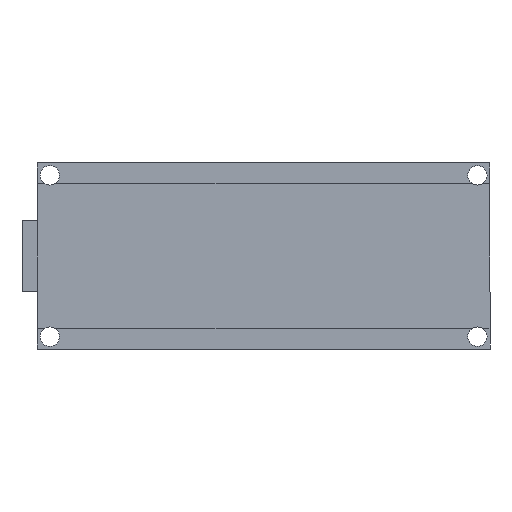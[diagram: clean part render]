
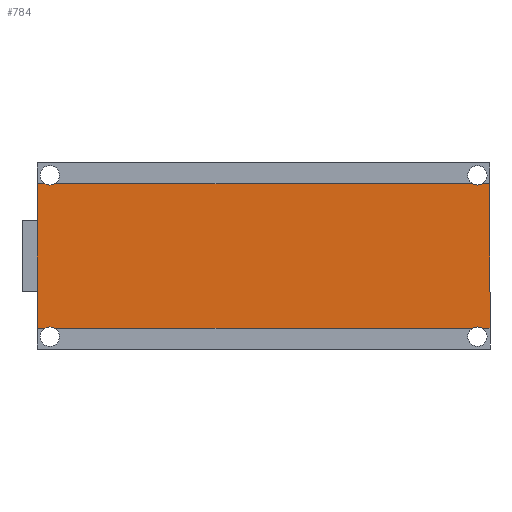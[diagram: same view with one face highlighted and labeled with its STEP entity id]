
A CAD part, front view. The second image highlights one B-rep face of the part: STEP entity #784.
In plain terms, the highlighted planar face has unit normal (0, -1, 0).
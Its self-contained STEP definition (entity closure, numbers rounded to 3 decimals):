
#9 = VECTOR ( 'NONE', #302, 1000. ) ;
#12 = CARTESIAN_POINT ( 'NONE',  ( 21.59, 0., 6.89 ) ) ;
#18 = DIRECTION ( 'NONE',  ( -1., 0., 0. ) ) ;
#31 = ORIENTED_EDGE ( 'NONE', *, *, #59, .T. ) ;
#37 = DIRECTION ( 'NONE',  ( 0., 0., 1. ) ) ;
#42 = CARTESIAN_POINT ( 'NONE',  ( -21.59, 0., -6.89 ) ) ;
#51 = DIRECTION ( 'NONE',  ( 0., 1., 0. ) ) ;
#59 = EDGE_CURVE ( 'NONE', #608, #986, #242, .T. ) ;
#78 = DIRECTION ( 'NONE',  ( 1., 0., 0. ) ) ;
#79 = VECTOR ( 'NONE', #884, 1000. ) ;
#85 = CARTESIAN_POINT ( 'NONE',  ( 0., 0., 0. ) ) ;
#87 = CARTESIAN_POINT ( 'NONE',  ( 19.926, 0., 6.89 ) ) ;
#92 = EDGE_CURVE ( 'NONE', #703, #561, #411, .T. ) ;
#104 = CARTESIAN_POINT ( 'NONE',  ( 20.39, 0., -7.69 ) ) ;
#105 = DIRECTION ( 'NONE',  ( 0., 1., 0. ) ) ;
#112 = DIRECTION ( 'NONE',  ( 0., 1., 0. ) ) ;
#126 = VERTEX_POINT ( 'NONE', #604 ) ;
#130 = ORIENTED_EDGE ( 'NONE', *, *, #256, .T. ) ;
#138 = VECTOR ( 'NONE', #18, 1000. ) ;
#154 = CARTESIAN_POINT ( 'NONE',  ( -21.59, 0., 6.89 ) ) ;
#161 = ORIENTED_EDGE ( 'NONE', *, *, #631, .T. ) ;
#175 = CARTESIAN_POINT ( 'NONE',  ( 20.39, 0., 7.69 ) ) ;
#183 = EDGE_CURVE ( 'NONE', #678, #438, #932, .T. ) ;
#203 = VERTEX_POINT ( 'NONE', #453 ) ;
#207 = CARTESIAN_POINT ( 'NONE',  ( -20.39, 0., 7.69 ) ) ;
#214 = CIRCLE ( 'NONE', #835, 0.925 ) ;
#233 = DIRECTION ( 'NONE',  ( 0., 0., -1. ) ) ;
#237 = DIRECTION ( 'NONE',  ( 0., 0., 1. ) ) ;
#240 = ORIENTED_EDGE ( 'NONE', *, *, #92, .F. ) ;
#242 = CIRCLE ( 'NONE', #287, 0.925 ) ;
#256 = EDGE_CURVE ( 'NONE', #266, #561, #474, .T. ) ;
#258 = CARTESIAN_POINT ( 'NONE',  ( -21.59, 0., 6.89 ) ) ;
#266 = VERTEX_POINT ( 'NONE', #360 ) ;
#287 = AXIS2_PLACEMENT_3D ( 'NONE', #759, #657, #37 ) ;
#288 = AXIS2_PLACEMENT_3D ( 'NONE', #85, #882, #696 ) ;
#290 = VECTOR ( 'NONE', #1020, 1000. ) ;
#302 = DIRECTION ( 'NONE',  ( -1., 0., 0. ) ) ;
#305 = CARTESIAN_POINT ( 'NONE',  ( -21.59, 0., 6.89 ) ) ;
#311 = CIRCLE ( 'NONE', #544, 0.925 ) ;
#314 = CARTESIAN_POINT ( 'NONE',  ( -21.59, 0., 6.89 ) ) ;
#319 = LINE ( 'NONE', #314, #566 ) ;
#323 = DIRECTION ( 'NONE',  ( 0., 0., 1. ) ) ;
#324 = AXIS2_PLACEMENT_3D ( 'NONE', #175, #722, #1153 ) ;
#332 = CARTESIAN_POINT ( 'NONE',  ( -20.39, 0., 7.69 ) ) ;
#360 = CARTESIAN_POINT ( 'NONE',  ( 20.39, 0., -6.765 ) ) ;
#377 = DIRECTION ( 'NONE',  ( 0., 0., 1. ) ) ;
#384 = CARTESIAN_POINT ( 'NONE',  ( -20.854, 0., -6.89 ) ) ;
#386 = LINE ( 'NONE', #716, #138 ) ;
#399 = DIRECTION ( 'NONE',  ( 0., 1., 0. ) ) ;
#400 = VERTEX_POINT ( 'NONE', #408 ) ;
#408 = CARTESIAN_POINT ( 'NONE',  ( 20.854, 0., 6.89 ) ) ;
#411 = LINE ( 'NONE', #42, #910 ) ;
#420 = CARTESIAN_POINT ( 'NONE',  ( 20.39, 0., 6.765 ) ) ;
#425 = ORIENTED_EDGE ( 'NONE', *, *, #645, .T. ) ;
#438 = VERTEX_POINT ( 'NONE', #87 ) ;
#445 = CARTESIAN_POINT ( 'NONE',  ( -21.59, 0., -6.89 ) ) ;
#450 = ORIENTED_EDGE ( 'NONE', *, *, #961, .F. ) ;
#452 = VERTEX_POINT ( 'NONE', #795 ) ;
#453 = CARTESIAN_POINT ( 'NONE',  ( -20.854, 0., 6.89 ) ) ;
#462 = DIRECTION ( 'NONE',  ( 0., 0., 1. ) ) ;
#468 = CARTESIAN_POINT ( 'NONE',  ( -20.39, 0., -7.69 ) ) ;
#474 = CIRCLE ( 'NONE', #1125, 0.925 ) ;
#477 = CIRCLE ( 'NONE', #778, 0.925 ) ;
#483 = VERTEX_POINT ( 'NONE', #1060 ) ;
#502 = CARTESIAN_POINT ( 'NONE',  ( 20.39, 0., -7.69 ) ) ;
#503 = VERTEX_POINT ( 'NONE', #258 ) ;
#508 = ORIENTED_EDGE ( 'NONE', *, *, #828, .F. ) ;
#529 = LINE ( 'NONE', #154, #1111 ) ;
#543 = AXIS2_PLACEMENT_3D ( 'NONE', #332, #1114, #237 ) ;
#544 = AXIS2_PLACEMENT_3D ( 'NONE', #207, #399, #752 ) ;
#548 = ORIENTED_EDGE ( 'NONE', *, *, #1109, .F. ) ;
#549 = LINE ( 'NONE', #705, #79 ) ;
#561 = VERTEX_POINT ( 'NONE', #1007 ) ;
#566 = VECTOR ( 'NONE', #743, 1000. ) ;
#576 = LINE ( 'NONE', #908, #9 ) ;
#597 = CIRCLE ( 'NONE', #638, 0.925 ) ;
#604 = CARTESIAN_POINT ( 'NONE',  ( 19.926, 0., -6.89 ) ) ;
#606 = EDGE_LOOP ( 'NONE', ( #983, #161, #130, #240, #1059, #548, #680, #744, #780, #425, #782, #900, #450, #508, #918, #31 ) ) ;
#608 = VERTEX_POINT ( 'NONE', #1123 ) ;
#620 = CARTESIAN_POINT ( 'NONE',  ( -19.926, 0., -6.89 ) ) ;
#631 = EDGE_CURVE ( 'NONE', #126, #266, #214, .T. ) ;
#637 = VECTOR ( 'NONE', #233, 1000. ) ;
#638 = AXIS2_PLACEMENT_3D ( 'NONE', #992, #112, #377 ) ;
#645 = EDGE_CURVE ( 'NONE', #452, #483, #1035, .T. ) ;
#657 = DIRECTION ( 'NONE',  ( 0., 1., 0. ) ) ;
#661 = EDGE_CURVE ( 'NONE', #907, #703, #1031, .T. ) ;
#678 = VERTEX_POINT ( 'NONE', #420 ) ;
#680 = ORIENTED_EDGE ( 'NONE', *, *, #952, .T. ) ;
#696 = DIRECTION ( 'NONE',  ( 0., 0., 1. ) ) ;
#703 = VERTEX_POINT ( 'NONE', #1154 ) ;
#705 = CARTESIAN_POINT ( 'NONE',  ( -21.59, 0., -8.89 ) ) ;
#716 = CARTESIAN_POINT ( 'NONE',  ( -21.59, 0., -6.89 ) ) ;
#722 = DIRECTION ( 'NONE',  ( 0., 1., 0. ) ) ;
#743 = DIRECTION ( 'NONE',  ( 1., 0., 0. ) ) ;
#744 = ORIENTED_EDGE ( 'NONE', *, *, #183, .T. ) ;
#752 = DIRECTION ( 'NONE',  ( 0., 0., 1. ) ) ;
#758 = EDGE_CURVE ( 'NONE', #452, #438, #529, .T. ) ;
#759 = CARTESIAN_POINT ( 'NONE',  ( -20.39, 0., -7.69 ) ) ;
#778 = AXIS2_PLACEMENT_3D ( 'NONE', #468, #105, #1080 ) ;
#780 = ORIENTED_EDGE ( 'NONE', *, *, #758, .F. ) ;
#782 = ORIENTED_EDGE ( 'NONE', *, *, #1085, .T. ) ;
#784 = ADVANCED_FACE ( 'NONE', ( #873 ), #1050, .F. ) ;
#795 = CARTESIAN_POINT ( 'NONE',  ( -19.926, 0., 6.89 ) ) ;
#828 = EDGE_CURVE ( 'NONE', #1124, #1001, #386, .T. ) ;
#835 = AXIS2_PLACEMENT_3D ( 'NONE', #502, #51, #323 ) ;
#873 = FACE_OUTER_BOUND ( 'NONE', #606, .T. ) ;
#882 = DIRECTION ( 'NONE',  ( 0., 1., 0. ) ) ;
#884 = DIRECTION ( 'NONE',  ( 0., 0., 1. ) ) ;
#900 = ORIENTED_EDGE ( 'NONE', *, *, #936, .F. ) ;
#907 = VERTEX_POINT ( 'NONE', #12 ) ;
#908 = CARTESIAN_POINT ( 'NONE',  ( -21.59, 0., -6.89 ) ) ;
#910 = VECTOR ( 'NONE', #1021, 1000. ) ;
#918 = ORIENTED_EDGE ( 'NONE', *, *, #920, .T. ) ;
#920 = EDGE_CURVE ( 'NONE', #1124, #608, #477, .T. ) ;
#921 = LINE ( 'NONE', #305, #290 ) ;
#932 = CIRCLE ( 'NONE', #324, 0.925 ) ;
#936 = EDGE_CURVE ( 'NONE', #503, #203, #921, .T. ) ;
#952 = EDGE_CURVE ( 'NONE', #400, #678, #597, .T. ) ;
#961 = EDGE_CURVE ( 'NONE', #1001, #503, #549, .T. ) ;
#983 = ORIENTED_EDGE ( 'NONE', *, *, #1077, .F. ) ;
#986 = VERTEX_POINT ( 'NONE', #620 ) ;
#992 = CARTESIAN_POINT ( 'NONE',  ( 20.39, 0., 7.69 ) ) ;
#1001 = VERTEX_POINT ( 'NONE', #445 ) ;
#1007 = CARTESIAN_POINT ( 'NONE',  ( 20.854, 0., -6.89 ) ) ;
#1020 = DIRECTION ( 'NONE',  ( 1., 0., 0. ) ) ;
#1021 = DIRECTION ( 'NONE',  ( -1., 0., 0. ) ) ;
#1031 = LINE ( 'NONE', #1037, #637 ) ;
#1035 = CIRCLE ( 'NONE', #543, 0.925 ) ;
#1037 = CARTESIAN_POINT ( 'NONE',  ( 21.59, 0., -8.89 ) ) ;
#1050 = PLANE ( 'NONE',  #288 ) ;
#1059 = ORIENTED_EDGE ( 'NONE', *, *, #661, .F. ) ;
#1060 = CARTESIAN_POINT ( 'NONE',  ( -20.39, 0., 6.765 ) ) ;
#1077 = EDGE_CURVE ( 'NONE', #126, #986, #576, .T. ) ;
#1080 = DIRECTION ( 'NONE',  ( 0., 0., 1. ) ) ;
#1085 = EDGE_CURVE ( 'NONE', #483, #203, #311, .T. ) ;
#1109 = EDGE_CURVE ( 'NONE', #400, #907, #319, .T. ) ;
#1111 = VECTOR ( 'NONE', #78, 1000. ) ;
#1114 = DIRECTION ( 'NONE',  ( 0., 1., 0. ) ) ;
#1123 = CARTESIAN_POINT ( 'NONE',  ( -20.39, 0., -6.765 ) ) ;
#1124 = VERTEX_POINT ( 'NONE', #384 ) ;
#1125 = AXIS2_PLACEMENT_3D ( 'NONE', #104, #1159, #462 ) ;
#1153 = DIRECTION ( 'NONE',  ( 0., 0., 1. ) ) ;
#1154 = CARTESIAN_POINT ( 'NONE',  ( 21.59, 0., -6.89 ) ) ;
#1159 = DIRECTION ( 'NONE',  ( 0., 1., 0. ) ) ;
